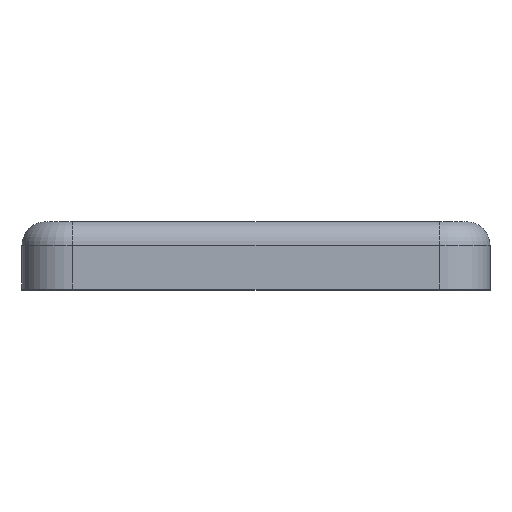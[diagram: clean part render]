
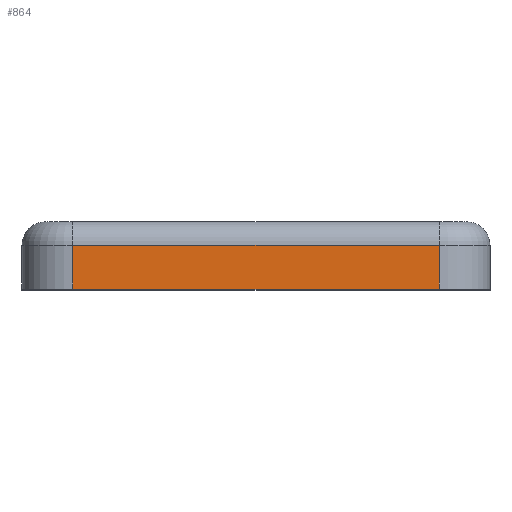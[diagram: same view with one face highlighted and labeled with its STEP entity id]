
A CAD part, top view. The second image highlights one B-rep face of the part: STEP entity #864.
In plain terms, the highlighted planar face has unit normal (0, 0, 1).
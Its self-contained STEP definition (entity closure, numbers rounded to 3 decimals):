
#25 = VECTOR ( 'NONE', #766, 1000. ) ;
#102 = VERTEX_POINT ( 'NONE', #716 ) ;
#200 = EDGE_CURVE ( 'NONE', #1291, #794, #458, .T. ) ;
#248 = ORIENTED_EDGE ( 'NONE', *, *, #2473, .F. ) ;
#390 = LINE ( 'NONE', #2377, #992 ) ;
#423 = VECTOR ( 'NONE', #1998, 1000. ) ;
#458 = LINE ( 'NONE', #1981, #1416 ) ;
#522 = CARTESIAN_POINT ( 'NONE',  ( 5.45, -0.7, 9.5 ) ) ;
#566 = LINE ( 'NONE', #2385, #423 ) ;
#716 = CARTESIAN_POINT ( 'NONE',  ( 5.45, -2., 9.5 ) ) ;
#766 = DIRECTION ( 'NONE',  ( 1., 0., 0. ) ) ;
#794 = VERTEX_POINT ( 'NONE', #1546 ) ;
#864 = ADVANCED_FACE ( 'NONE', ( #996 ), #1545, .T. ) ;
#976 = EDGE_CURVE ( 'NONE', #794, #102, #390, .T. ) ;
#980 = CARTESIAN_POINT ( 'NONE',  ( -5.45, 0., 9.5 ) ) ;
#992 = VECTOR ( 'NONE', #1016, 1000. ) ;
#996 = FACE_OUTER_BOUND ( 'NONE', #1006, .T. ) ;
#1006 = EDGE_LOOP ( 'NONE', ( #1864, #1524, #248, #1861 ) ) ;
#1016 = DIRECTION ( 'NONE',  ( 1., 0., 0. ) ) ;
#1161 = CARTESIAN_POINT ( 'NONE',  ( -5.45, -0.7, 9.5 ) ) ;
#1190 = CARTESIAN_POINT ( 'NONE',  ( -5.45, -0.7, 9.5 ) ) ;
#1291 = VERTEX_POINT ( 'NONE', #1190 ) ;
#1368 = EDGE_CURVE ( 'NONE', #1444, #102, #566, .T. ) ;
#1416 = VECTOR ( 'NONE', #1420, 1000. ) ;
#1420 = DIRECTION ( 'NONE',  ( 0., -1., 0. ) ) ;
#1444 = VERTEX_POINT ( 'NONE', #522 ) ;
#1524 = ORIENTED_EDGE ( 'NONE', *, *, #1368, .F. ) ;
#1545 = PLANE ( 'NONE',  #2005 ) ;
#1546 = CARTESIAN_POINT ( 'NONE',  ( -5.45, -2., 9.5 ) ) ;
#1569 = DIRECTION ( 'NONE',  ( 0., 0., 1. ) ) ;
#1720 = DIRECTION ( 'NONE',  ( 1., 0., 0. ) ) ;
#1861 = ORIENTED_EDGE ( 'NONE', *, *, #200, .T. ) ;
#1864 = ORIENTED_EDGE ( 'NONE', *, *, #976, .T. ) ;
#1981 = CARTESIAN_POINT ( 'NONE',  ( -5.45, 0., 9.5 ) ) ;
#1998 = DIRECTION ( 'NONE',  ( 0., -1., 0. ) ) ;
#2005 = AXIS2_PLACEMENT_3D ( 'NONE', #980, #1569, #1720 ) ;
#2008 = LINE ( 'NONE', #1161, #25 ) ;
#2377 = CARTESIAN_POINT ( 'NONE',  ( -5.45, -2., 9.5 ) ) ;
#2385 = CARTESIAN_POINT ( 'NONE',  ( 5.45, 0., 9.5 ) ) ;
#2473 = EDGE_CURVE ( 'NONE', #1291, #1444, #2008, .T. ) ;
